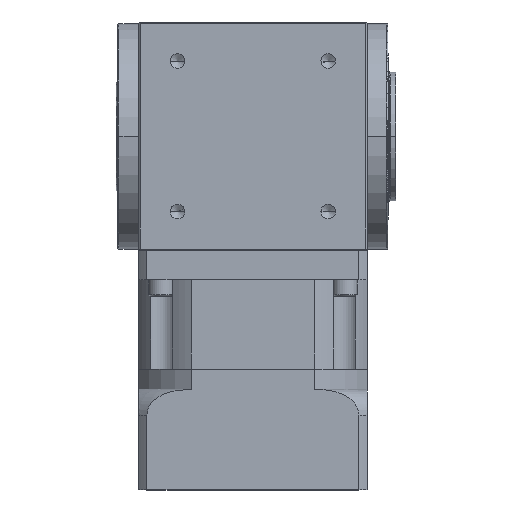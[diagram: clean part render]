
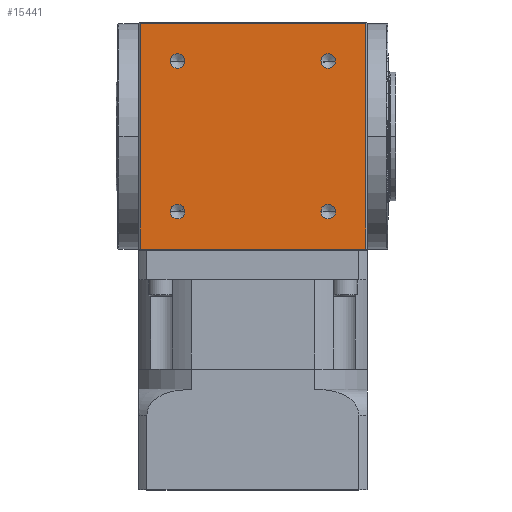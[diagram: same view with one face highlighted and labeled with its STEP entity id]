
A CAD part, top view. The second image highlights one B-rep face of the part: STEP entity #15441.
In plain terms, the highlighted planar face has unit normal (0, 0, 1).
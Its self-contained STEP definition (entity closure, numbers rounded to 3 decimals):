
#114 = ORIENTED_EDGE ( 'NONE', *, *, #22592, .F. ) ;
#222 = CARTESIAN_POINT ( 'NONE',  ( 108.5, 108.5, 110. ) ) ;
#285 = DIRECTION ( 'NONE',  ( 1., 0., 0. ) ) ;
#309 = VERTEX_POINT ( 'NONE', #17438 ) ;
#584 = AXIS2_PLACEMENT_3D ( 'NONE', #28655, #14664, #285 ) ;
#774 = DIRECTION ( 'NONE',  ( 0., 1., 0. ) ) ;
#1208 = ORIENTED_EDGE ( 'NONE', *, *, #19288, .F. ) ;
#1328 = VERTEX_POINT ( 'NONE', #20880 ) ;
#1353 = EDGE_LOOP ( 'NONE', ( #28136, #29077 ) ) ;
#1570 = FACE_OUTER_BOUND ( 'NONE', #26683, .T. ) ;
#1684 = CARTESIAN_POINT ( 'NONE',  ( 79.478, 72.478, 110. ) ) ;
#1734 = VERTEX_POINT ( 'NONE', #1684 ) ;
#1765 = CARTESIAN_POINT ( 'NONE',  ( 72.478, 72.478, 110. ) ) ;
#1950 = FACE_BOUND ( 'NONE', #23486, .T. ) ;
#2208 = ORIENTED_EDGE ( 'NONE', *, *, #23312, .F. ) ;
#2330 = FACE_BOUND ( 'NONE', #14324, .T. ) ;
#3034 = CARTESIAN_POINT ( 'NONE',  ( -72.478, 72.478, 110. ) ) ;
#3510 = ORIENTED_EDGE ( 'NONE', *, *, #19336, .F. ) ;
#4150 = FACE_BOUND ( 'NONE', #16801, .T. ) ;
#4151 = DIRECTION ( 'NONE',  ( 1., 0., 0. ) ) ;
#4584 = ORIENTED_EDGE ( 'NONE', *, *, #24295, .F. ) ;
#4723 = AXIS2_PLACEMENT_3D ( 'NONE', #26700, #12619, #29073 ) ;
#5062 = VERTEX_POINT ( 'NONE', #9501 ) ;
#5401 = DIRECTION ( 'NONE',  ( 1., 0., 0. ) ) ;
#5440 = CARTESIAN_POINT ( 'NONE',  ( 108.5, 0., 110. ) ) ;
#5791 = ORIENTED_EDGE ( 'NONE', *, *, #19464, .T. ) ;
#6038 = FACE_BOUND ( 'NONE', #1353, .T. ) ;
#6136 = ORIENTED_EDGE ( 'NONE', *, *, #19508, .T. ) ;
#6796 = CARTESIAN_POINT ( 'NONE',  ( -72.478, -72.478, 110. ) ) ;
#6928 = ORIENTED_EDGE ( 'NONE', *, *, #19677, .T. ) ;
#6979 = CARTESIAN_POINT ( 'NONE',  ( -65.478, -72.478, 110. ) ) ;
#7172 = CARTESIAN_POINT ( 'NONE',  ( 0., 0., 110. ) ) ;
#7206 = AXIS2_PLACEMENT_3D ( 'NONE', #6796, #23438, #9186 ) ;
#7298 = ORIENTED_EDGE ( 'NONE', *, *, #19857, .T. ) ;
#7475 = CARTESIAN_POINT ( 'NONE',  ( -72.478, -72.478, 110. ) ) ;
#7824 = VERTEX_POINT ( 'NONE', #25144 ) ;
#8164 = VECTOR ( 'NONE', #18172, 1000. ) ;
#8644 = VERTEX_POINT ( 'NONE', #18825 ) ;
#8912 = LINE ( 'NONE', #29772, #8164 ) ;
#9186 = DIRECTION ( 'NONE',  ( 1., 0., 0. ) ) ;
#9476 = PLANE ( 'NONE',  #22980 ) ;
#9490 = DIRECTION ( 'NONE',  ( 0., 0., 1. ) ) ;
#9501 = CARTESIAN_POINT ( 'NONE',  ( -79.478, -72.478, 110. ) ) ;
#9578 = DIRECTION ( 'NONE',  ( 1., 0., 0. ) ) ;
#9689 = CARTESIAN_POINT ( 'NONE',  ( 72.478, -72.478, 110. ) ) ;
#9716 = CIRCLE ( 'NONE', #18904, 7. ) ;
#9899 = DIRECTION ( 'NONE',  ( 1., 0., 0. ) ) ;
#10970 = VERTEX_POINT ( 'NONE', #19636 ) ;
#12104 = DIRECTION ( 'NONE',  ( 1., 0., 0. ) ) ;
#12619 = DIRECTION ( 'NONE',  ( 0., 0., 1. ) ) ;
#12664 = VECTOR ( 'NONE', #774, 1000. ) ;
#13174 = DIRECTION ( 'NONE',  ( -1., 0., 0. ) ) ;
#13224 = CIRCLE ( 'NONE', #4723, 7. ) ;
#13458 = LINE ( 'NONE', #5440, #12664 ) ;
#13715 = VERTEX_POINT ( 'NONE', #222 ) ;
#14324 = EDGE_LOOP ( 'NONE', ( #1208, #2208 ) ) ;
#14664 = DIRECTION ( 'NONE',  ( 0., 0., 1. ) ) ;
#15441 = ADVANCED_FACE ( 'NONE', ( #6038, #4150, #2330, #1950, #1570 ), #9476, .T. ) ;
#15645 = AXIS2_PLACEMENT_3D ( 'NONE', #3034, #19737, #5401 ) ;
#16119 = LINE ( 'NONE', #17962, #22325 ) ;
#16801 = EDGE_LOOP ( 'NONE', ( #29743, #114 ) ) ;
#16841 = AXIS2_PLACEMENT_3D ( 'NONE', #23710, #9490, #26043 ) ;
#17438 = CARTESIAN_POINT ( 'NONE',  ( -79.478, 72.478, 110. ) ) ;
#17945 = CIRCLE ( 'NONE', #584, 7. ) ;
#17962 = CARTESIAN_POINT ( 'NONE',  ( 0., 108.5, 110. ) ) ;
#18172 = DIRECTION ( 'NONE',  ( 0., -1., 0. ) ) ;
#18318 = AXIS2_PLACEMENT_3D ( 'NONE', #9689, #26210, #12104 ) ;
#18504 = DIRECTION ( 'NONE',  ( 0., 0., 1. ) ) ;
#18825 = CARTESIAN_POINT ( 'NONE',  ( -108.5, 108.5, 110. ) ) ;
#18881 = EDGE_CURVE ( 'NONE', #20576, #309, #29282, .T. ) ;
#18904 = AXIS2_PLACEMENT_3D ( 'NONE', #1765, #18504, #4151 ) ;
#19111 = CIRCLE ( 'NONE', #16841, 7. ) ;
#19113 = EDGE_CURVE ( 'NONE', #1734, #10970, #9716, .T. ) ;
#19288 = EDGE_CURVE ( 'NONE', #1328, #7824, #27449, .T. ) ;
#19336 = EDGE_CURVE ( 'NONE', #20174, #5062, #25964, .T. ) ;
#19464 = EDGE_CURVE ( 'NONE', #13715, #8644, #16119, .T. ) ;
#19508 = EDGE_CURVE ( 'NONE', #8644, #25053, #8912, .T. ) ;
#19636 = CARTESIAN_POINT ( 'NONE',  ( 65.478, 72.478, 110. ) ) ;
#19677 = EDGE_CURVE ( 'NONE', #25053, #21057, #24157, .T. ) ;
#19737 = DIRECTION ( 'NONE',  ( 0., 0., 1. ) ) ;
#19857 = EDGE_CURVE ( 'NONE', #21057, #13715, #13458, .T. ) ;
#20064 = CARTESIAN_POINT ( 'NONE',  ( 108.5, -108.5, 110. ) ) ;
#20174 = VERTEX_POINT ( 'NONE', #6979 ) ;
#20576 = VERTEX_POINT ( 'NONE', #22951 ) ;
#20880 = CARTESIAN_POINT ( 'NONE',  ( 79.478, -72.478, 110. ) ) ;
#21057 = VERTEX_POINT ( 'NONE', #20064 ) ;
#21245 = CIRCLE ( 'NONE', #7206, 7. ) ;
#21793 = EDGE_CURVE ( 'NONE', #309, #20576, #13224, .T. ) ;
#22325 = VECTOR ( 'NONE', #13174, 1000. ) ;
#22592 = EDGE_CURVE ( 'NONE', #10970, #1734, #19111, .T. ) ;
#22684 = VECTOR ( 'NONE', #30472, 1000. ) ;
#22951 = CARTESIAN_POINT ( 'NONE',  ( -65.478, 72.478, 110. ) ) ;
#22980 = AXIS2_PLACEMENT_3D ( 'NONE', #7172, #23807, #9578 ) ;
#23312 = EDGE_CURVE ( 'NONE', #7824, #1328, #17945, .T. ) ;
#23438 = DIRECTION ( 'NONE',  ( 0., 0., 1. ) ) ;
#23486 = EDGE_LOOP ( 'NONE', ( #3510, #4584 ) ) ;
#23710 = CARTESIAN_POINT ( 'NONE',  ( 72.478, 72.478, 110. ) ) ;
#23807 = DIRECTION ( 'NONE',  ( 0., 0., 1. ) ) ;
#24106 = DIRECTION ( 'NONE',  ( 0., 0., 1. ) ) ;
#24157 = LINE ( 'NONE', #28149, #22684 ) ;
#24295 = EDGE_CURVE ( 'NONE', #5062, #20174, #21245, .T. ) ;
#25053 = VERTEX_POINT ( 'NONE', #28566 ) ;
#25144 = CARTESIAN_POINT ( 'NONE',  ( 65.478, -72.478, 110. ) ) ;
#25964 = CIRCLE ( 'NONE', #26112, 7. ) ;
#26043 = DIRECTION ( 'NONE',  ( 1., 0., 0. ) ) ;
#26112 = AXIS2_PLACEMENT_3D ( 'NONE', #7475, #24106, #9899 ) ;
#26210 = DIRECTION ( 'NONE',  ( 0., 0., 1. ) ) ;
#26683 = EDGE_LOOP ( 'NONE', ( #5791, #6136, #6928, #7298 ) ) ;
#26700 = CARTESIAN_POINT ( 'NONE',  ( -72.478, 72.478, 110. ) ) ;
#27449 = CIRCLE ( 'NONE', #18318, 7. ) ;
#28136 = ORIENTED_EDGE ( 'NONE', *, *, #18881, .F. ) ;
#28149 = CARTESIAN_POINT ( 'NONE',  ( 0., -108.5, 110. ) ) ;
#28566 = CARTESIAN_POINT ( 'NONE',  ( -108.5, -108.5, 110. ) ) ;
#28655 = CARTESIAN_POINT ( 'NONE',  ( 72.478, -72.478, 110. ) ) ;
#29073 = DIRECTION ( 'NONE',  ( 1., 0., 0. ) ) ;
#29077 = ORIENTED_EDGE ( 'NONE', *, *, #21793, .F. ) ;
#29282 = CIRCLE ( 'NONE', #15645, 7. ) ;
#29743 = ORIENTED_EDGE ( 'NONE', *, *, #19113, .F. ) ;
#29772 = CARTESIAN_POINT ( 'NONE',  ( -108.5, 0., 110. ) ) ;
#30472 = DIRECTION ( 'NONE',  ( 1., 0., 0. ) ) ;
